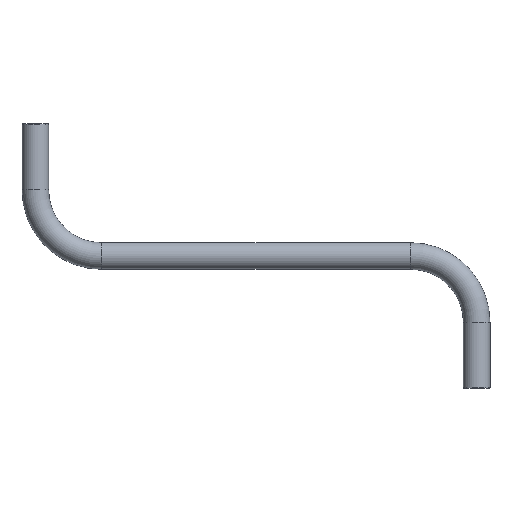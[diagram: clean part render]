
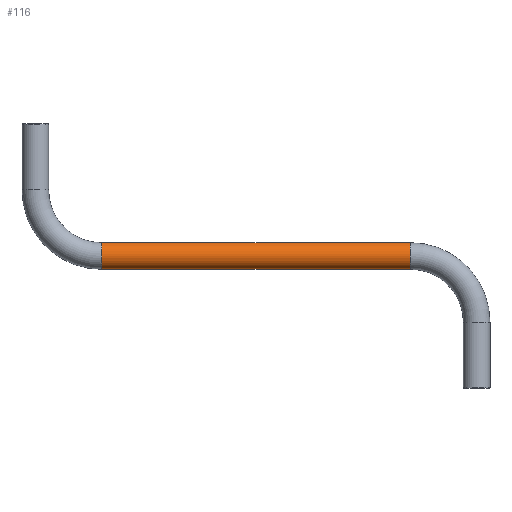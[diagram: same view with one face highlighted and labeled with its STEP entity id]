
A CAD part, top view. The second image highlights one B-rep face of the part: STEP entity #116.
In plain terms, the highlighted cylindrical face has radius 30.15 mm (diameter 60.3 mm), a partial arc.
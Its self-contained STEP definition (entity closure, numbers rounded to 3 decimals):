
#98 = ORIENTED_EDGE ( 'NONE', *, *, #99, .T. ) ;
#99 = EDGE_CURVE ( 'NONE', #170, #198, #750, .T. ) ;
#116 = ADVANCED_FACE ( 'NONE', ( #665 ), #664, .T. ) ;
#117 = EDGE_LOOP ( 'NONE', ( #118, #98, #400, #295 ) ) ;
#118 = ORIENTED_EDGE ( 'NONE', *, *, #169, .F. ) ;
#169 = EDGE_CURVE ( 'NONE', #170, #213, #877, .T. ) ;
#170 = VERTEX_POINT ( 'NONE', #871 ) ;
#193 = VERTEX_POINT ( 'NONE', #843 ) ;
#198 = VERTEX_POINT ( 'NONE', #836 ) ;
#213 = VERTEX_POINT ( 'NONE', #1122 ) ;
#295 = ORIENTED_EDGE ( 'NONE', *, *, #296, .F. ) ;
#296 = EDGE_CURVE ( 'NONE', #213, #193, #1480, .T. ) ;
#400 = ORIENTED_EDGE ( 'NONE', *, *, #401, .T. ) ;
#401 = EDGE_CURVE ( 'NONE', #198, #193, #1367, .T. ) ;
#659 = DIRECTION ( 'NONE',  ( 0., 1., 0. ) ) ;
#660 = DIRECTION ( 'NONE',  ( 1., 0., 0. ) ) ;
#661 = CARTESIAN_POINT ( 'NONE',  ( 150., -300., 0. ) ) ;
#662 = AXIS2_PLACEMENT_3D ( 'NONE', #661, #660, #659 ) ;
#664 = CYLINDRICAL_SURFACE ( 'NONE', #662, 30.15 ) ;
#665 = FACE_OUTER_BOUND ( 'NONE', #117, .T. ) ;
#713 = DIRECTION ( 'NONE',  ( 1., 0., 0. ) ) ;
#714 = VECTOR ( 'NONE', #713, 1000. ) ;
#715 = CARTESIAN_POINT ( 'NONE',  ( 150., -330.15, 0. ) ) ;
#750 = LINE ( 'NONE', #715, #714 ) ;
#836 = CARTESIAN_POINT ( 'NONE',  ( 850., -330.15, 0. ) ) ;
#843 = CARTESIAN_POINT ( 'NONE',  ( 850., -269.85, 0. ) ) ;
#871 = CARTESIAN_POINT ( 'NONE',  ( 150., -330.15, 0. ) ) ;
#873 = DIRECTION ( 'NONE',  ( 0., 0., 1. ) ) ;
#874 = DIRECTION ( 'NONE',  ( -1., 0., 0. ) ) ;
#875 = CARTESIAN_POINT ( 'NONE',  ( 150., -300., 0. ) ) ;
#876 = AXIS2_PLACEMENT_3D ( 'NONE', #875, #874, #873 ) ;
#877 = CIRCLE ( 'NONE', #876, 30.15 ) ;
#1122 = CARTESIAN_POINT ( 'NONE',  ( 150., -269.85, 0. ) ) ;
#1363 = DIRECTION ( 'NONE',  ( 0., 0., 1. ) ) ;
#1364 = DIRECTION ( 'NONE',  ( -1., 0., 0. ) ) ;
#1365 = CARTESIAN_POINT ( 'NONE',  ( 850., -300., 0. ) ) ;
#1366 = AXIS2_PLACEMENT_3D ( 'NONE', #1365, #1364, #1363 ) ;
#1367 = CIRCLE ( 'NONE', #1366, 30.15 ) ;
#1477 = DIRECTION ( 'NONE',  ( 1., 0., 0. ) ) ;
#1478 = VECTOR ( 'NONE', #1477, 1000. ) ;
#1479 = CARTESIAN_POINT ( 'NONE',  ( 150., -269.85, 0. ) ) ;
#1480 = LINE ( 'NONE', #1479, #1478 ) ;
